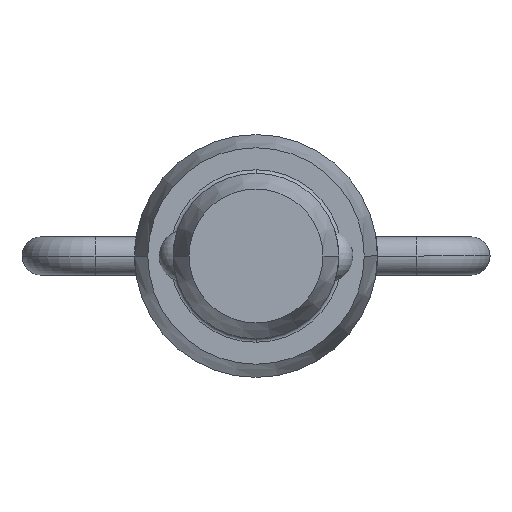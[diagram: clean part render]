
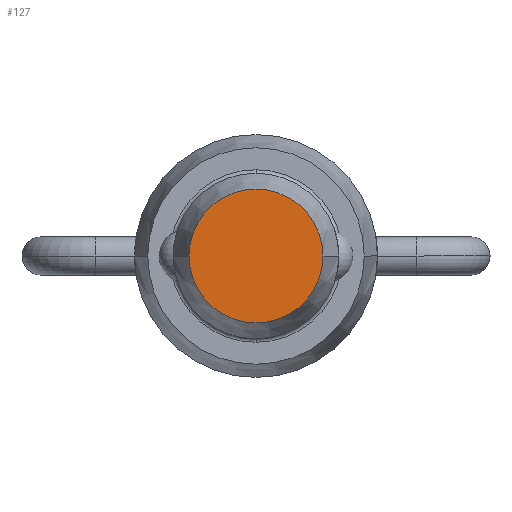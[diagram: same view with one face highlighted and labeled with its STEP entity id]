
A CAD part, front view. The second image highlights one B-rep face of the part: STEP entity #127.
In plain terms, the highlighted planar face has unit normal (0, -1, 0).
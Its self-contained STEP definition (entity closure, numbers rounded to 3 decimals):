
#127=ADVANCED_FACE('',(#259),#260,.T.);
#259=FACE_OUTER_BOUND('',#392,.T.);
#260=PLANE('',#393);
#392=EDGE_LOOP('',(#707,#708));
#393=AXIS2_PLACEMENT_3D('',#709,#710,#711);
#707=ORIENTED_EDGE('',*,*,#909,.T.);
#708=ORIENTED_EDGE('',*,*,#806,.T.);
#709=CARTESIAN_POINT('',(-2.381,-44.831,0.0));
#710=DIRECTION('',(0.,-1.0,0.0));
#711=DIRECTION('',(1.0,0.,0.0));
#806=EDGE_CURVE('',#960,#957,#961,.T.);
#909=EDGE_CURVE('',#957,#960,#1112,.T.);
#957=VERTEX_POINT('',#1164);
#960=VERTEX_POINT('',#1168);
#961=CIRCLE('',#1169,3.853);
#1112=CIRCLE('',#1513,3.853);
#1164=CARTESIAN_POINT('',(-3.853,-44.831,0.0));
#1168=CARTESIAN_POINT('',(3.853,-44.831,0.));
#1169=AXIS2_PLACEMENT_3D('',#1574,#1575,#1576);
#1513=AXIS2_PLACEMENT_3D('',#1733,#1734,#1735);
#1574=CARTESIAN_POINT('',(0.0,-44.831,0.0));
#1575=DIRECTION('',(0.,-1.0,0.0));
#1576=DIRECTION('',(-1.0,0.,0.0));
#1733=CARTESIAN_POINT('',(0.0,-44.831,0.0));
#1734=DIRECTION('',(0.,-1.0,0.0));
#1735=DIRECTION('',(-1.0,0.,0.0));
